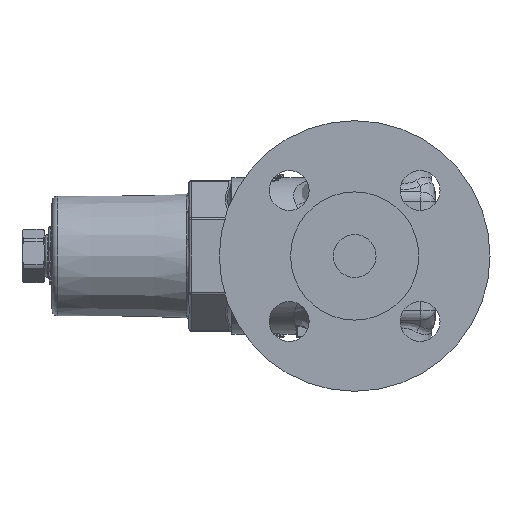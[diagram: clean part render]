
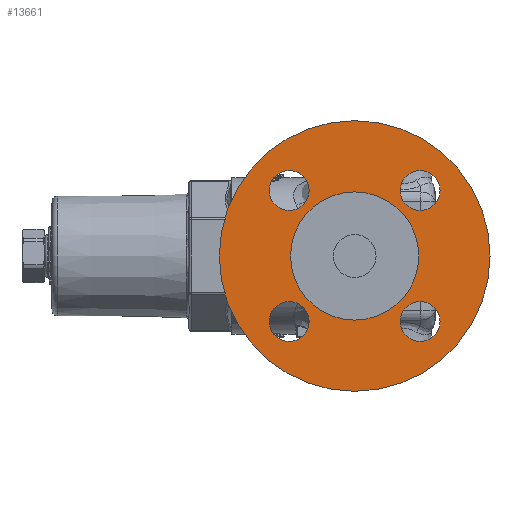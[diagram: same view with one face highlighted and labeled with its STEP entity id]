
A CAD part, left-side view. The second image highlights one B-rep face of the part: STEP entity #13661.
In plain terms, the highlighted planar face has unit normal (-1, 0, 0).
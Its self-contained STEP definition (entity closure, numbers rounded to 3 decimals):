
#1723=FACE_BOUND('',#3675,.T.);
#1724=FACE_BOUND('',#3676,.T.);
#1725=FACE_BOUND('',#3677,.T.);
#1726=FACE_BOUND('',#3678,.T.);
#1727=FACE_BOUND('',#3679,.T.);
#1897=PLANE('',#14651);
#2798=FACE_OUTER_BOUND('',#3674,.T.);
#3674=EDGE_LOOP('',(#12573));
#3675=EDGE_LOOP('',(#12574));
#3676=EDGE_LOOP('',(#12575));
#3677=EDGE_LOOP('',(#12576));
#3678=EDGE_LOOP('',(#12577));
#3679=EDGE_LOOP('',(#12578));
#4179=CIRCLE('',#14652,47.5);
#4180=CIRCLE('',#14653,7.);
#4181=CIRCLE('',#14654,7.);
#4182=CIRCLE('',#14655,7.);
#4183=CIRCLE('',#14656,7.);
#4184=CIRCLE('',#14657,22.5);
#6303=VERTEX_POINT('',#41406);
#6304=VERTEX_POINT('',#41408);
#6305=VERTEX_POINT('',#41410);
#6306=VERTEX_POINT('',#41412);
#6307=VERTEX_POINT('',#41414);
#6308=VERTEX_POINT('',#41416);
#8404=EDGE_CURVE('',#6303,#6303,#4179,.T.);
#8405=EDGE_CURVE('',#6304,#6304,#4180,.T.);
#8406=EDGE_CURVE('',#6305,#6305,#4181,.T.);
#8407=EDGE_CURVE('',#6306,#6306,#4182,.T.);
#8408=EDGE_CURVE('',#6307,#6307,#4183,.T.);
#8409=EDGE_CURVE('',#6308,#6308,#4184,.T.);
#12573=ORIENTED_EDGE('',*,*,#8404,.F.);
#12574=ORIENTED_EDGE('',*,*,#8405,.T.);
#12575=ORIENTED_EDGE('',*,*,#8406,.T.);
#12576=ORIENTED_EDGE('',*,*,#8407,.T.);
#12577=ORIENTED_EDGE('',*,*,#8408,.T.);
#12578=ORIENTED_EDGE('',*,*,#8409,.T.);
#13661=ADVANCED_FACE('',(#2798,#1723,#1724,#1725,#1726,#1727),#1897,.T.);
#14651=AXIS2_PLACEMENT_3D('',#41405,#16954,#16955);
#14652=AXIS2_PLACEMENT_3D('',#41407,#16956,#16957);
#14653=AXIS2_PLACEMENT_3D('',#41409,#16958,#16959);
#14654=AXIS2_PLACEMENT_3D('',#41411,#16960,#16961);
#14655=AXIS2_PLACEMENT_3D('',#41413,#16962,#16963);
#14656=AXIS2_PLACEMENT_3D('',#41415,#16964,#16965);
#14657=AXIS2_PLACEMENT_3D('',#41417,#16966,#16967);
#16954=DIRECTION('center_axis',(-1.,0.,0.));
#16955=DIRECTION('ref_axis',(0.,0.,
1.));
#16956=DIRECTION('center_axis',(1.,0.,0.));
#16957=DIRECTION('ref_axis',(0.,1.,0.));
#16958=DIRECTION('center_axis',(1.,0.,0.));
#16959=DIRECTION('ref_axis',(0.,-1.,0.));
#16960=DIRECTION('center_axis',(1.,0.,0.));
#16961=DIRECTION('ref_axis',(0.,0.,
1.));
#16962=DIRECTION('center_axis',(1.,0.,0.));
#16963=DIRECTION('ref_axis',(0.,1.,0.));
#16964=DIRECTION('center_axis',(1.,0.,0.));
#16965=DIRECTION('ref_axis',(0.,0.,
-1.));
#16966=DIRECTION('center_axis',(1.,0.,0.));
#16967=DIRECTION('ref_axis',(0.,1.,0.));
#41405=CARTESIAN_POINT('Origin',(-63.,35.,0.));
#41406=CARTESIAN_POINT('',(-63.,-47.5,0.));
#41407=CARTESIAN_POINT('Origin',(-63.,0.,0.));
#41408=CARTESIAN_POINT('',(-63.,29.981,-22.981));
#41409=CARTESIAN_POINT('Origin',(-63.,22.981,-22.981));
#41410=CARTESIAN_POINT('',(-63.,-22.981,-29.981));
#41411=CARTESIAN_POINT('Origin',(-63.,-22.981,-22.981));
#41412=CARTESIAN_POINT('',(-63.,-29.981,22.981));
#41413=CARTESIAN_POINT('Origin',(-63.,-22.981,22.981));
#41414=CARTESIAN_POINT('',(-63.,22.981,29.981));
#41415=CARTESIAN_POINT('Origin',(-63.,22.981,22.981));
#41416=CARTESIAN_POINT('',(-63.,-22.5,0.));
#41417=CARTESIAN_POINT('Origin',(-63.,0.,0.));
